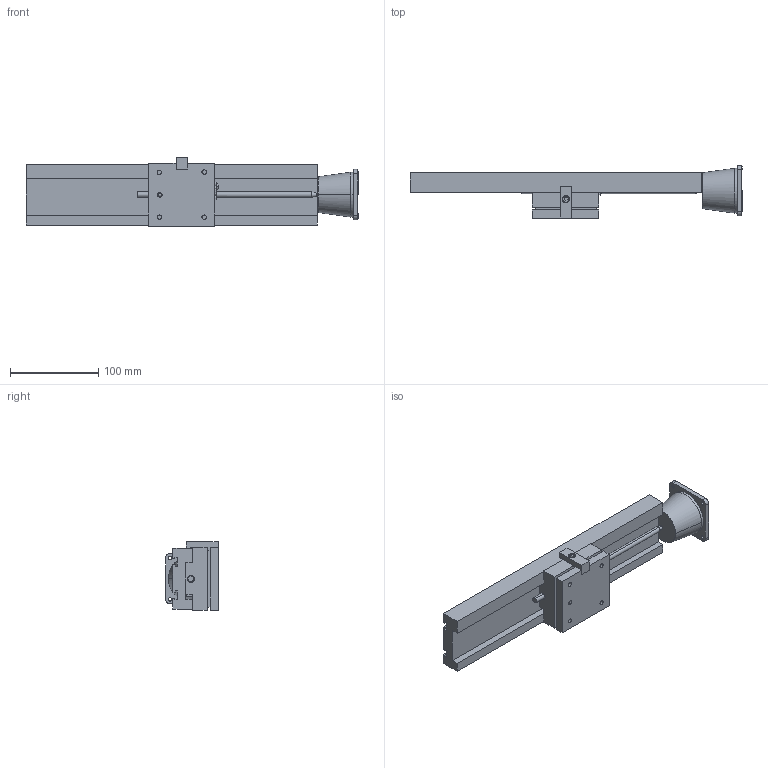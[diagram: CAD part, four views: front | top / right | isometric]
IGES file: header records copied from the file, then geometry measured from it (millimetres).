
Start section: Comment
Global section: file name: 6557 ND.igs; native system:  By Spatial Corp.; preprocessor: XPlus PS/IGES 3.0; author: Author; organization: Title; date: 20170126.134148; units: inch
Bounding box: 376.71 x 59.99 x 77.48 mm (x, y, z)
Surface area: 126421.9 mm2 (no closed solid volume)
Topology: 0 solids, 0 shells, 278 faces, 1374 edges, 1374 vertices
Faces by surface type: extrusion 195, revolution 83
